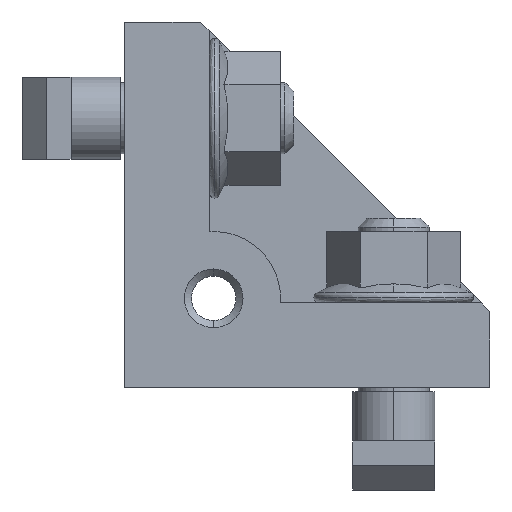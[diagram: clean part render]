
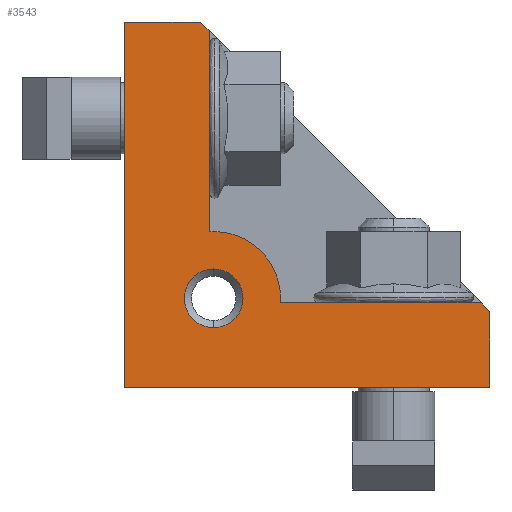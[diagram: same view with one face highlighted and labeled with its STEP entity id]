
A CAD part, left-side view. The second image highlights one B-rep face of the part: STEP entity #3543.
In plain terms, the highlighted planar face has unit normal (-1, 0, 0).
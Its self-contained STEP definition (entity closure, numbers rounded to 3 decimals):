
#58 = CARTESIAN_POINT ( 'NONE',  ( -16.15, -10., 10. ) ) ;
#97 = EDGE_CURVE ( 'NONE', #844, #2474, #504, .T. ) ;
#102 = DIRECTION ( 'NONE',  ( -1., 0., 0. ) ) ;
#173 = DIRECTION ( 'NONE',  ( 0., 0., 1. ) ) ;
#203 = ORIENTED_EDGE ( 'NONE', *, *, #1110, .T. ) ;
#291 = CARTESIAN_POINT ( 'NONE',  ( -16.15, -41., 0. ) ) ;
#320 = CARTESIAN_POINT ( 'NONE',  ( -16.15, -41., 1. ) ) ;
#331 = VERTEX_POINT ( 'NONE', #574 ) ;
#338 = FACE_BOUND ( 'NONE', #1244, .T. ) ;
#354 = CARTESIAN_POINT ( 'NONE',  ( -16.15, -8.5, 41. ) ) ;
#448 = CARTESIAN_POINT ( 'NONE',  ( -16.15, -10., 13.3 ) ) ;
#486 = VECTOR ( 'NONE', #3033, 1000. ) ;
#504 = CIRCLE ( 'NONE', #2242, 7.5 ) ;
#506 = EDGE_CURVE ( 'NONE', #2474, #1656, #3115, .T. ) ;
#508 = VECTOR ( 'NONE', #1616, 1000. ) ;
#512 = AXIS2_PLACEMENT_3D ( 'NONE', #931, #2999, #1778 ) ;
#529 = ORIENTED_EDGE ( 'NONE', *, *, #1940, .T. ) ;
#551 = CARTESIAN_POINT ( 'NONE',  ( -16.15, -14.378, 9.5 ) ) ;
#552 = VERTEX_POINT ( 'NONE', #354 ) ;
#574 = CARTESIAN_POINT ( 'NONE',  ( -16.15, -41., 8.5 ) ) ;
#576 = ORIENTED_EDGE ( 'NONE', *, *, #97, .T. ) ;
#617 = EDGE_CURVE ( 'NONE', #552, #1656, #2885, .T. ) ;
#662 = CARTESIAN_POINT ( 'NONE',  ( -16.15, -14.378, 14.378 ) ) ;
#708 = CARTESIAN_POINT ( 'NONE',  ( -16.15, -10., 10. ) ) ;
#822 = ORIENTED_EDGE ( 'NONE', *, *, #3456, .F. ) ;
#830 = ORIENTED_EDGE ( 'NONE', *, *, #1111, .F. ) ;
#844 = VERTEX_POINT ( 'NONE', #986 ) ;
#931 = CARTESIAN_POINT ( 'NONE',  ( -16.15, -10., 10. ) ) ;
#974 = CARTESIAN_POINT ( 'NONE',  ( -16.15, -10., 10. ) ) ;
#986 = CARTESIAN_POINT ( 'NONE',  ( -16.15, -10., 17.5 ) ) ;
#1027 = CARTESIAN_POINT ( 'NONE',  ( -16.15, -9.5, 40. ) ) ;
#1064 = VERTEX_POINT ( 'NONE', #291 ) ;
#1110 = EDGE_CURVE ( 'NONE', #1339, #2065, #2952, .T. ) ;
#1111 = EDGE_CURVE ( 'NONE', #331, #1064, #3240, .T. ) ;
#1216 = EDGE_CURVE ( 'NONE', #2158, #1609, #1978, .T. ) ;
#1244 = EDGE_LOOP ( 'NONE', ( #203, #2376 ) ) ;
#1245 = DIRECTION ( 'NONE',  ( 0., 0., 1. ) ) ;
#1247 = VECTOR ( 'NONE', #2797, 1000. ) ;
#1261 = VECTOR ( 'NONE', #1854, 1000. ) ;
#1273 = CARTESIAN_POINT ( 'NONE',  ( -16.15, -41., 8.5 ) ) ;
#1339 = VERTEX_POINT ( 'NONE', #448 ) ;
#1383 = CARTESIAN_POINT ( 'NONE',  ( -16.15, -9.5, 14.378 ) ) ;
#1394 = LINE ( 'NONE', #1634, #508 ) ;
#1437 = VECTOR ( 'NONE', #1661, 1000. ) ;
#1518 = VECTOR ( 'NONE', #3271, 1000. ) ;
#1609 = VERTEX_POINT ( 'NONE', #2135 ) ;
#1616 = DIRECTION ( 'NONE',  ( 0., 1., 0. ) ) ;
#1634 = CARTESIAN_POINT ( 'NONE',  ( -16.15, -1., 0. ) ) ;
#1656 = VERTEX_POINT ( 'NONE', #1027 ) ;
#1661 = DIRECTION ( 'NONE',  ( 0., 0., 1. ) ) ;
#1682 = EDGE_LOOP ( 'NONE', ( #822, #1852, #3164, #830, #1735, #529, #1918, #576, #3561, #1983 ) ) ;
#1701 = DIRECTION ( 'NONE',  ( 0., 1., 0. ) ) ;
#1735 = ORIENTED_EDGE ( 'NONE', *, *, #2556, .F. ) ;
#1758 = DIRECTION ( 'NONE',  ( 1., 0., 0. ) ) ;
#1759 = PLANE ( 'NONE',  #2058 ) ;
#1778 = DIRECTION ( 'NONE',  ( 0., 0., 1. ) ) ;
#1852 = ORIENTED_EDGE ( 'NONE', *, *, #1216, .F. ) ;
#1854 = DIRECTION ( 'NONE',  ( 0., -1., 0. ) ) ;
#1892 = DIRECTION ( 'NONE',  ( 1., 0., 0. ) ) ;
#1918 = ORIENTED_EDGE ( 'NONE', *, *, #2623, .T. ) ;
#1940 = EDGE_CURVE ( 'NONE', #2909, #3519, #2672, .T. ) ;
#1978 = LINE ( 'NONE', #3672, #1247 ) ;
#1983 = ORIENTED_EDGE ( 'NONE', *, *, #617, .F. ) ;
#2058 = AXIS2_PLACEMENT_3D ( 'NONE', #662, #3339, #3554 ) ;
#2065 = VERTEX_POINT ( 'NONE', #2320 ) ;
#2128 = VECTOR ( 'NONE', #3600, 1000. ) ;
#2135 = CARTESIAN_POINT ( 'NONE',  ( -16.15, 0., 41. ) ) ;
#2158 = VERTEX_POINT ( 'NONE', #3367 ) ;
#2184 = CARTESIAN_POINT ( 'NONE',  ( -16.15, -8.5, 41. ) ) ;
#2242 = AXIS2_PLACEMENT_3D ( 'NONE', #974, #102, #1245 ) ;
#2258 = CIRCLE ( 'NONE', #512, 7.5 ) ;
#2320 = CARTESIAN_POINT ( 'NONE',  ( -16.15, -10., 6.7 ) ) ;
#2376 = ORIENTED_EDGE ( 'NONE', *, *, #2826, .T. ) ;
#2463 = AXIS2_PLACEMENT_3D ( 'NONE', #58, #1758, #3299 ) ;
#2474 = VERTEX_POINT ( 'NONE', #2488 ) ;
#2488 = CARTESIAN_POINT ( 'NONE',  ( -16.15, -9.5, 17.483 ) ) ;
#2556 = EDGE_CURVE ( 'NONE', #2909, #331, #3075, .T. ) ;
#2598 = FACE_OUTER_BOUND ( 'NONE', #1682, .T. ) ;
#2623 = EDGE_CURVE ( 'NONE', #3519, #844, #2258, .T. ) ;
#2672 = LINE ( 'NONE', #551, #3423 ) ;
#2797 = DIRECTION ( 'NONE',  ( 0., 0., 1. ) ) ;
#2826 = EDGE_CURVE ( 'NONE', #2065, #1339, #3122, .T. ) ;
#2885 = LINE ( 'NONE', #3292, #2128 ) ;
#2909 = VERTEX_POINT ( 'NONE', #3180 ) ;
#2952 = CIRCLE ( 'NONE', #2463, 3.3 ) ;
#2999 = DIRECTION ( 'NONE',  ( -1., 0., 0. ) ) ;
#3033 = DIRECTION ( 'NONE',  ( 0., -0.707, -0.707 ) ) ;
#3075 = LINE ( 'NONE', #1273, #486 ) ;
#3100 = CARTESIAN_POINT ( 'NONE',  ( -16.15, -17.483, 9.5 ) ) ;
#3115 = LINE ( 'NONE', #1383, #1437 ) ;
#3122 = CIRCLE ( 'NONE', #3163, 3.3 ) ;
#3163 = AXIS2_PLACEMENT_3D ( 'NONE', #708, #1892, #173 ) ;
#3164 = ORIENTED_EDGE ( 'NONE', *, *, #3501, .F. ) ;
#3180 = CARTESIAN_POINT ( 'NONE',  ( -16.15, -40., 9.5 ) ) ;
#3240 = LINE ( 'NONE', #320, #1518 ) ;
#3271 = DIRECTION ( 'NONE',  ( 0., 0., -1. ) ) ;
#3292 = CARTESIAN_POINT ( 'NONE',  ( -16.15, -41., 8.5 ) ) ;
#3299 = DIRECTION ( 'NONE',  ( 0., 0., 1. ) ) ;
#3339 = DIRECTION ( 'NONE',  ( -1., 0., 0. ) ) ;
#3367 = CARTESIAN_POINT ( 'NONE',  ( -16.15, 0., 0. ) ) ;
#3423 = VECTOR ( 'NONE', #1701, 1000. ) ;
#3456 = EDGE_CURVE ( 'NONE', #1609, #552, #3763, .T. ) ;
#3501 = EDGE_CURVE ( 'NONE', #1064, #2158, #1394, .T. ) ;
#3519 = VERTEX_POINT ( 'NONE', #3100 ) ;
#3543 = ADVANCED_FACE ( 'NONE', ( #338, #2598 ), #1759, .T. ) ;
#3554 = DIRECTION ( 'NONE',  ( 0., 0., 1. ) ) ;
#3561 = ORIENTED_EDGE ( 'NONE', *, *, #506, .T. ) ;
#3600 = DIRECTION ( 'NONE',  ( 0., -0.707, -0.707 ) ) ;
#3672 = CARTESIAN_POINT ( 'NONE',  ( -16.15, 0., 40. ) ) ;
#3763 = LINE ( 'NONE', #2184, #1261 ) ;
